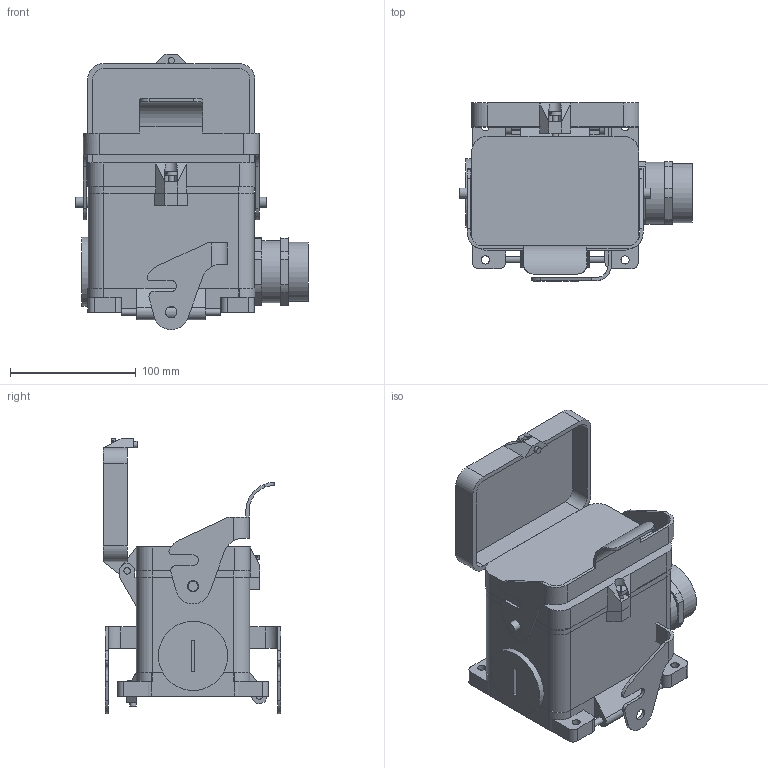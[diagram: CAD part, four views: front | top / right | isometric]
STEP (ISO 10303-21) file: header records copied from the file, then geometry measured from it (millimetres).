
FILE_DESCRIPTION( ( 'Unknown' ), '1' );
FILE_NAME( 'H_B_48_SDR_NPT_114_ASM.stp', 'Unknown', ( 'Unknown' ), ( 'Unknown' ), 'PSStep 11.0', 'Unknown', ' ' );
FILE_SCHEMA( ( 'AUTOMOTIVE_DESIGN { 1 0 10303 214 1 1 1 1 }' ) );
Length unit declared in the file: millimetre
Products named in the file (4): Assem1; H_B_48_SGR_NPT_114; LAENGSBUEGEL_HB_48; H_B_48_DECKEL
Bounding box: 185 x 141.15 x 218.89 mm (x, y, z)
Volume: 1001551.4 mm3; surface area: 416436.1 mm2
Topology: 7 solids, 7 shells, 642 faces, 1708 edges, 1125 vertices
Faces by surface type: plane 411, cylinder 229, cone 2
Full cylindrical faces by diameter (mm): 2.459 x16, 4.134 x2, 4.4 x3, 5 x9, 5.1 x4, 6.5 x8, 8 x4, 9 x7, 38 x2, 39.136 x2, 47 x2, 49.3 x2, 55 x2
Entity records: 11647 total; most frequent: CARTESIAN_POINT 1771, DIRECTION 1558, ORIENTED_EDGE 1502, EDGE_CURVE 751, LINE 522, VECTOR 522, AXIS2_PLACEMENT_3D 518, VERTEX_POINT 511
